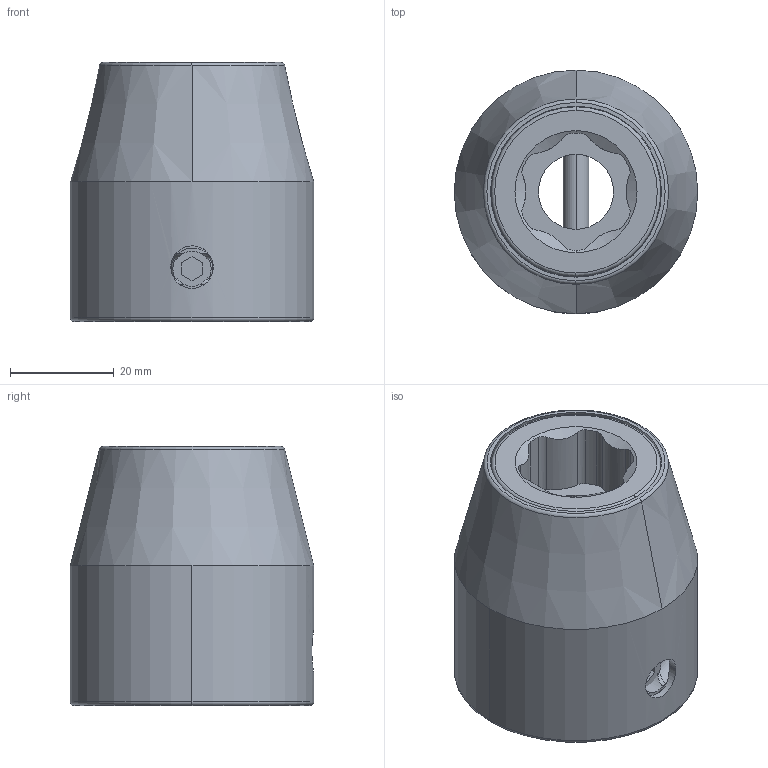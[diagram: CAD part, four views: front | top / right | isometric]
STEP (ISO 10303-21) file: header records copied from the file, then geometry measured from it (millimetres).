
FILE_DESCRIPTION((''),'2;1');
FILE_NAME('4027151119_ASM','2024-01-08T12:38:18',('a00565553'),(''),'CREO PARAMETRIC BY PTC INC, 2022414','CREO PARAMETRIC BY PTC INC, 2022414','');
FILE_SCHEMA(('CONFIG_CONTROL_DESIGN','GEOMETRIC_VALIDATION_PROPERTIES_MIM'));
Length unit declared in the file: millimetre
Products named in the file (5): 4027911354; 4027044791; 0190131800_SPEC; 4027905697; 4027151119_ASM
Assembly tree (4 placements, depth 2):
  4027151119_ASM
    4027911354
    4027044791
    0190131800_SPEC
    4027905697
Bounding box: 47 x 47 x 50 mm (x, y, z)
Volume: 58245.9 mm3; surface area: 27671.3 mm2
Topology: 4 solids, 6 shells, 122 faces, 320 edges, 208 vertices
Faces by surface type: cylinder 56, plane 33, cone 24, torus 9
Entity records: 4643 total; most frequent: CARTESIAN_POINT 1115, DIRECTION 658, ORIENTED_EDGE 622, EDGE_CURVE 320, AXIS2_PLACEMENT_3D 265, VERTEX_POINT 208, EDGE_LOOP 134, CIRCLE 132
